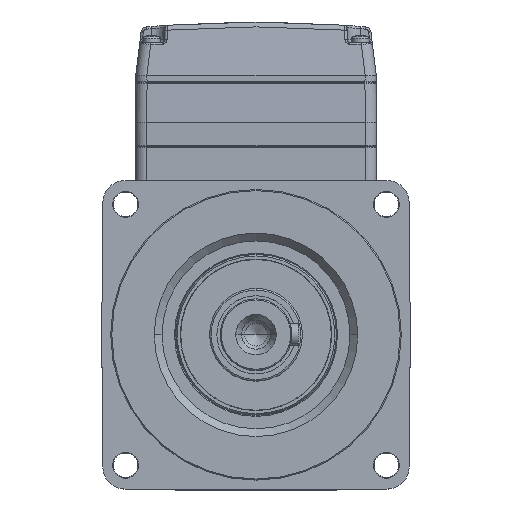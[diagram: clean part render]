
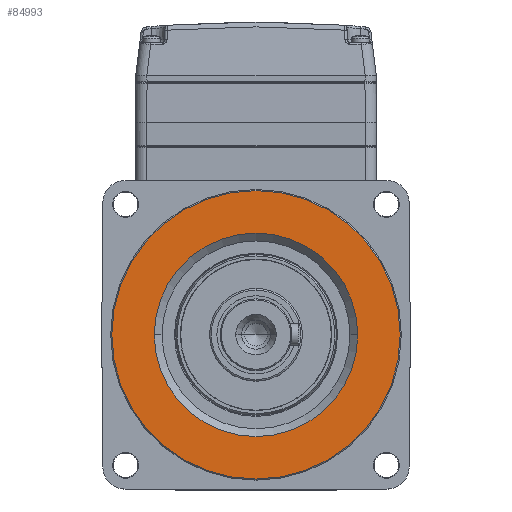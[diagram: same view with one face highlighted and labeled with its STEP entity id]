
A CAD part, top view. The second image highlights one B-rep face of the part: STEP entity #84993.
In plain terms, the highlighted planar face has unit normal (0, 0, 1).
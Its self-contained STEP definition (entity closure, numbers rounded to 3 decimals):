
#30413=CARTESIAN_POINT('',(0.,-15.,15.));
#30414=DIRECTION('',(0.,0.,1.));
#30415=DIRECTION('',(-1.,0.,0.));
#30416=AXIS2_PLACEMENT_3D('',#30413,#30414,#30415);
#30418=CARTESIAN_POINT('',(0.,-15.,15.));
#30419=DIRECTION('',(0.,0.,1.));
#30420=DIRECTION('',(1.,0.,0.));
#30421=AXIS2_PLACEMENT_3D('',#30418,#30419,#30420);
#30423=CARTESIAN_POINT('',(0.,-15.,15.));
#30424=DIRECTION('',(0.,0.,-1.));
#30425=DIRECTION('',(-1.,0.,0.));
#30426=AXIS2_PLACEMENT_3D('',#30423,#30424,#30425);
#30428=CARTESIAN_POINT('',(0.,-15.,15.));
#30429=DIRECTION('',(0.,0.,-1.));
#30430=DIRECTION('',(1.,0.,0.));
#30431=AXIS2_PLACEMENT_3D('',#30428,#30429,#30430);
#30976=CARTESIAN_POINT('',(-45.5,-15.,15.));
#30977=CARTESIAN_POINT('',(45.5,-15.,15.));
#30978=VERTEX_POINT('',#30976);
#30979=VERTEX_POINT('',#30977);
#31275=CARTESIAN_POINT('',(-64.5,-15.,15.));
#31276=CARTESIAN_POINT('',(64.5,-15.,15.));
#31277=VERTEX_POINT('',#31275);
#31278=VERTEX_POINT('',#31276);
#84977=CARTESIAN_POINT('',(0.,-15.,15.));
#84978=DIRECTION('',(0.,0.,1.));
#84979=DIRECTION('',(1.,0.,0.));
#84980=AXIS2_PLACEMENT_3D('',#84977,#84978,#84979);
#84981=PLANE('',#84980);
#84983=ORIENTED_EDGE('',*,*,#84982,.F.);
#84984=ORIENTED_EDGE('',*,*,#84967,.F.);
#84985=EDGE_LOOP('',(#84983,#84984));
#84986=FACE_OUTER_BOUND('',#84985,.F.);
#84988=ORIENTED_EDGE('',*,*,#84987,.F.);
#84990=ORIENTED_EDGE('',*,*,#84989,.F.);
#84991=EDGE_LOOP('',(#84988,#84990));
#84992=FACE_BOUND('',#84991,.F.);
#84993=ADVANCED_FACE('',(#84986,#84992),#84981,.T.);
#30417=CIRCLE('',#30416,64.5);
#30422=CIRCLE('',#30421,64.5);
#30427=CIRCLE('',#30426,45.5);
#30432=CIRCLE('',#30431,45.5);
#84967=EDGE_CURVE('',#31278,#31277,#30422,.T.);
#84982=EDGE_CURVE('',#31277,#31278,#30417,.T.);
#84987=EDGE_CURVE('',#30978,#30979,#30427,.T.);
#84989=EDGE_CURVE('',#30979,#30978,#30432,.T.);
